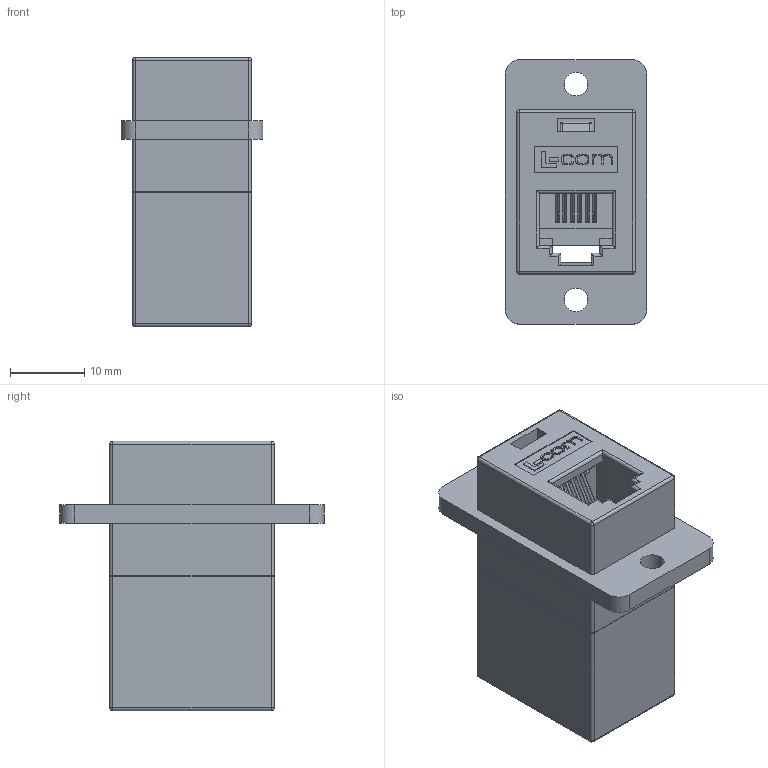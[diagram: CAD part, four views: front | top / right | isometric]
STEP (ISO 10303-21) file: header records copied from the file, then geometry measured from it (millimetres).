
FILE_DESCRIPTION (( 'STEP AP214' ), '1' );
FILE_NAME ('ECF504B-6S.STEP', '2012-11-19T20:38:53', ( 'x' ), ( '' ), 'SwSTEP 2.0', 'SolidWorks 2012', '' );
FILE_SCHEMA (( 'AUTOMOTIVE_DESIGN' ));
Length unit declared in the file: inch
Products named in the file (7): 1AG01-107; 1AG01-108_with flange; 1AG01-095_6x6; WIRE BOTTOM ROW; WIRE TOP ROW; 1AG01-096; ECF504B-6S
Assembly tree (11 placements, depth 3):
  ECF504B-6S
    1AG01-095_6x6  x2
      1AG01-096
      WIRE TOP ROW
      WIRE BOTTOM ROW
    1AG01-108_with flange
    1AG01-107
Bounding box: 19.05 x 35.56 x 36.22 mm (x, y, z)
Volume: 7702.2 mm3; surface area: 10278.6 mm2
Topology: 16 solids, 16 shells, 846 faces, 2226 edges, 1424 vertices
Faces by surface type: plane 470, cylinder 268, torus 48, bspline 48, sphere 12
Entity records: 19876 total; most frequent: CARTESIAN_POINT 3941, ORIENTED_EDGE 3200, DIRECTION 2822, EDGE_CURVE 1600, VECTOR 1236, LINE 1236, VERTEX_POINT 1040, AXIS2_PLACEMENT_3D 793
